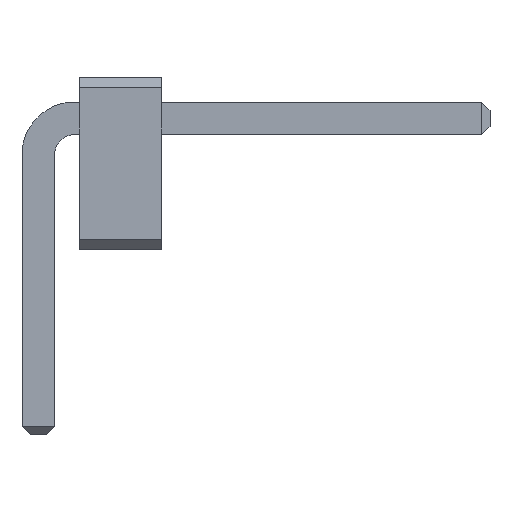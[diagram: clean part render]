
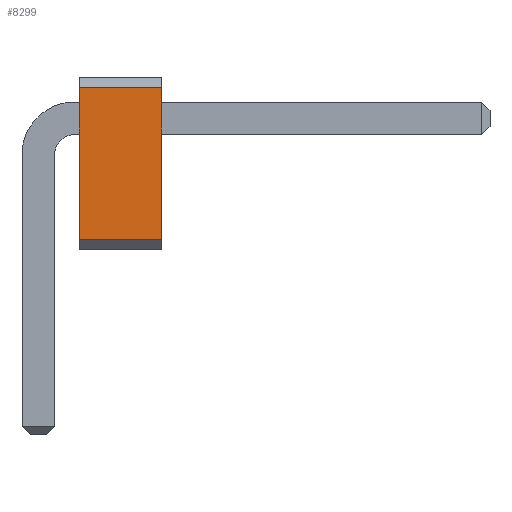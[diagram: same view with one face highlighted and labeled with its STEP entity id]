
A CAD part, front view. The second image highlights one B-rep face of the part: STEP entity #8299.
In plain terms, the highlighted planar face has unit normal (0, -1, 0).
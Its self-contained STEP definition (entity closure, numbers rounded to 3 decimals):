
#815 = VERTEX_POINT('',#816);
#816 = CARTESIAN_POINT('',(1.5,-38.735,1.423));
#822 = EDGE_CURVE('',#823,#815,#825,.T.);
#823 = VERTEX_POINT('',#824);
#824 = CARTESIAN_POINT('',(1.5,-38.735,-0.423));
#825 = LINE('',#826,#827);
#826 = CARTESIAN_POINT('',(1.5,-38.735,-0.55));
#827 = VECTOR('',#828,1.);
#828 = DIRECTION('',(0.,0.,1.));
#3397 = VERTEX_POINT('',#3398);
#3398 = CARTESIAN_POINT('',(0.5,-38.735,-0.423));
#3404 = EDGE_CURVE('',#3397,#3405,#3407,.T.);
#3405 = VERTEX_POINT('',#3406);
#3406 = CARTESIAN_POINT('',(0.5,-38.735,1.423));
#3407 = LINE('',#3408,#3409);
#3408 = CARTESIAN_POINT('',(0.5,-38.735,-0.55));
#3409 = VECTOR('',#3410,1.);
#3410 = DIRECTION('',(0.,0.,1.));
#8289 = EDGE_CURVE('',#823,#3397,#8290,.T.);
#8290 = LINE('',#8291,#8292);
#8291 = CARTESIAN_POINT('',(1.5,-38.735,-0.423));
#8292 = VECTOR('',#8293,1.);
#8293 = DIRECTION('',(-1.,0.,0.));
#8299 = ADVANCED_FACE('',(#8300),#8311,.F.);
#8300 = FACE_BOUND('',#8301,.F.);
#8301 = EDGE_LOOP('',(#8302,#8303,#8304,#8305));
#8302 = ORIENTED_EDGE('',*,*,#822,.F.);
#8303 = ORIENTED_EDGE('',*,*,#8289,.T.);
#8304 = ORIENTED_EDGE('',*,*,#3404,.T.);
#8305 = ORIENTED_EDGE('',*,*,#8306,.F.);
#8306 = EDGE_CURVE('',#815,#3405,#8307,.T.);
#8307 = LINE('',#8308,#8309);
#8308 = CARTESIAN_POINT('',(1.5,-38.735,1.423));
#8309 = VECTOR('',#8310,1.);
#8310 = DIRECTION('',(-1.,0.,0.));
#8311 = PLANE('',#8312);
#8312 = AXIS2_PLACEMENT_3D('',#8313,#8314,#8315);
#8313 = CARTESIAN_POINT('',(1.5,-38.735,-0.55));
#8314 = DIRECTION('',(0.,1.,0.));
#8315 = DIRECTION('',(0.,0.,1.));
